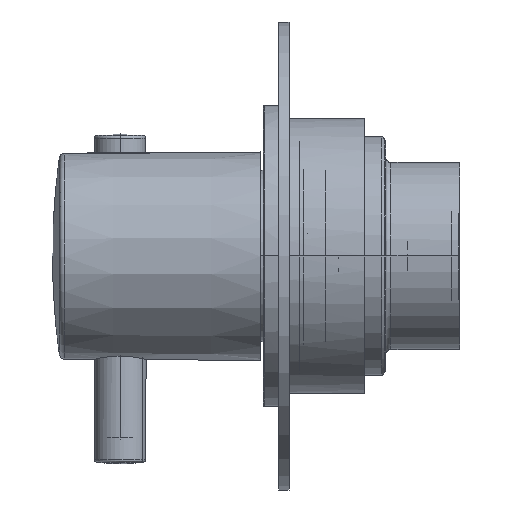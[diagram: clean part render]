
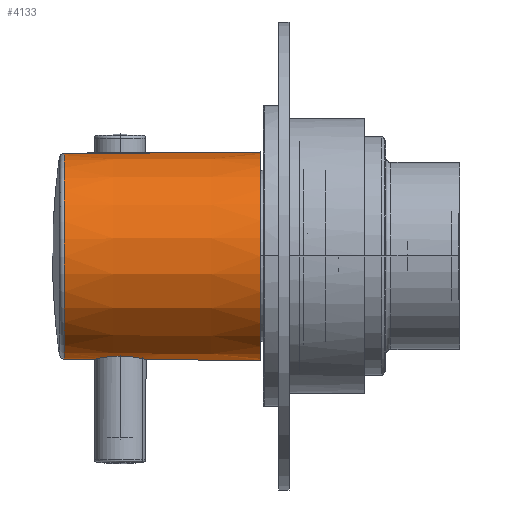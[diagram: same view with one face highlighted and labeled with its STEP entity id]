
A CAD part, left-side view. The second image highlights one B-rep face of the part: STEP entity #4133.
In plain terms, the highlighted conical face has half-angle 0.33 degrees and reference radius 19.892 mm.
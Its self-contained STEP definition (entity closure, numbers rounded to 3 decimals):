
#4031=CARTESIAN_POINT('Axis2P3D Location',(-0.069,24.346,240.123)) ;
#4036=CARTESIAN_POINT('Line Origine',(-28807.789,-4998165.928,240.123)) ;
#4040=CARTESIAN_POINT('Vertex',(-19.943,27.475,240.123)) ;
#4042=CARTESIAN_POINT('Vertex',(-20.069,5.5,240.123)) ;
#4045=CARTESIAN_POINT('Axis2P3D Location',(-0.069,5.5,240.123)) ;
#4049=CARTESIAN_POINT('Vertex',(19.931,5.5,240.123)) ;
#4052=CARTESIAN_POINT('Line Origine',(28807.65,-4998165.928,240.123)) ;
#4056=CARTESIAN_POINT('Vertex',(19.714,43.193,240.123)) ;
#4059=CARTESIAN_POINT('Axis2P3D Location',(-0.069,43.193,240.123)) ;
#4063=CARTESIAN_POINT('Vertex',(19.713,43.193,240.229)) ;
#4066=CARTESIAN_POINT('Axis2P3D Location',(-0.069,43.193,240.123)) ;
#4070=CARTESIAN_POINT('Vertex',(-19.852,43.193,240.123)) ;
#4073=CARTESIAN_POINT('Line Origine',(-28807.789,-4998165.928,240.123)) ;
#4077=CARTESIAN_POINT('Vertex',(-19.885,37.525,240.123)) ;
#4081=CARTESIAN_POINT('Control Point',(-19.885,37.525,240.123)) ;
#4082=CARTESIAN_POINT('Control Point',(-19.885,37.525,240.638)) ;
#4083=CARTESIAN_POINT('Control Point',(-19.869,37.459,241.152)) ;
#4084=CARTESIAN_POINT('Control Point',(-19.836,37.328,241.66)) ;
#4085=CARTESIAN_POINT('Control Point',(-19.764,37.029,242.418)) ;
#4086=CARTESIAN_POINT('Control Point',(-19.658,36.515,243.166)) ;
#4087=CARTESIAN_POINT('Control Point',(-19.62,36.323,243.408)) ;
#4088=CARTESIAN_POINT('Control Point',(-19.558,35.986,243.77)) ;
#4089=CARTESIAN_POINT('Control Point',(-19.489,35.548,244.125)) ;
#4090=CARTESIAN_POINT('Control Point',(-19.465,35.386,244.245)) ;
#4091=CARTESIAN_POINT('Control Point',(-19.423,35.082,244.446)) ;
#4092=CARTESIAN_POINT('Control Point',(-19.38,34.708,244.643)) ;
#4093=CARTESIAN_POINT('Control Point',(-19.362,34.538,244.723)) ;
#4094=CARTESIAN_POINT('Control Point',(-19.337,34.277,244.832)) ;
#4095=CARTESIAN_POINT('Control Point',(-19.313,33.958,244.934)) ;
#4096=CARTESIAN_POINT('Control Point',(-19.307,33.866,244.961)) ;
#4097=CARTESIAN_POINT('Control Point',(-19.296,33.691,245.007)) ;
#4098=CARTESIAN_POINT('Control Point',(-19.287,33.493,245.05)) ;
#4099=CARTESIAN_POINT('Control Point',(-19.282,33.395,245.069)) ;
#4100=CARTESIAN_POINT('Control Point',(-19.275,33.208,245.101)) ;
#4101=CARTESIAN_POINT('Control Point',(-19.27,32.996,245.125)) ;
#4102=CARTESIAN_POINT('Control Point',(-19.268,32.892,245.135)) ;
#4103=CARTESIAN_POINT('Control Point',(-19.265,32.562,245.155)) ;
#4104=CARTESIAN_POINT('Control Point',(-19.269,32.209,245.148)) ;
#4105=CARTESIAN_POINT('Control Point',(-19.275,31.99,245.128)) ;
#4106=CARTESIAN_POINT('Control Point',(-19.295,31.524,245.065)) ;
#4107=CARTESIAN_POINT('Control Point',(-19.319,31.172,244.976)) ;
#4108=CARTESIAN_POINT('Control Point',(-19.334,30.988,244.92)) ;
#4109=CARTESIAN_POINT('Control Point',(-19.372,30.576,244.777)) ;
#4110=CARTESIAN_POINT('Control Point',(-19.41,30.251,244.624)) ;
#4111=CARTESIAN_POINT('Control Point',(-19.433,30.078,244.532)) ;
#4112=CARTESIAN_POINT('Control Point',(-19.502,29.577,244.237)) ;
#4113=CARTESIAN_POINT('Control Point',(-19.566,29.2,243.932)) ;
#4114=CARTESIAN_POINT('Control Point',(-19.606,28.98,243.727)) ;
#4115=CARTESIAN_POINT('Control Point',(-19.676,28.62,243.341)) ;
#4116=CARTESIAN_POINT('Control Point',(-19.737,28.337,242.95)) ;
#4117=CARTESIAN_POINT('Control Point',(-19.762,28.223,242.773)) ;
#4118=CARTESIAN_POINT('Control Point',(-19.845,27.859,242.14)) ;
#4119=CARTESIAN_POINT('Control Point',(-19.902,27.633,241.502)) ;
#4120=CARTESIAN_POINT('Control Point',(-19.929,27.528,241.045)) ;
#4121=CARTESIAN_POINT('Control Point',(-19.943,27.475,240.584)) ;
#4122=CARTESIAN_POINT('Control Point',(-19.943,27.475,240.123)) ;
#4038=VECTOR('Line Direction',#4037,1.) ;
#4054=VECTOR('Line Direction',#4053,1.) ;
#4075=VECTOR('Line Direction',#4074,1.) ;
#4032=DIRECTION('Axis2P3D Direction',(0.,-1.,0.)) ;
#4033=DIRECTION('Axis2P3D XDirection',(-1.,0.,0.)) ;
#4037=DIRECTION('Vector Direction',(-0.006,-1.,0.)) ;
#4046=DIRECTION('Axis2P3D Direction',(-0.,-1.,0.)) ;
#4053=DIRECTION('Vector Direction',(0.006,-1.,0.)) ;
#4060=DIRECTION('Axis2P3D Direction',(-0.,-1.,0.)) ;
#4067=DIRECTION('Axis2P3D Direction',(-0.,-1.,0.)) ;
#4074=DIRECTION('Vector Direction',(-0.006,-1.,0.)) ;
#4034=AXIS2_PLACEMENT_3D('Cone Axis2P3D',#4031,#4032,#4033) ;
#4047=AXIS2_PLACEMENT_3D('Circle Axis2P3D',#4045,#4046,$) ;
#4061=AXIS2_PLACEMENT_3D('Circle Axis2P3D',#4059,#4060,$) ;
#4068=AXIS2_PLACEMENT_3D('Circle Axis2P3D',#4066,#4067,$) ;
#4039=LINE('Line',#4036,#4038) ;
#4055=LINE('Line',#4052,#4054) ;
#4076=LINE('Line',#4073,#4075) ;
#4048=CIRCLE('generated circle',#4047,20.) ;
#4062=CIRCLE('generated circle',#4061,19.783) ;
#4069=CIRCLE('generated circle',#4068,19.783) ;
#4035=CONICAL_SURFACE('Cone',#4034,19.891,0.006) ;
#4044=EDGE_CURVE('',#4041,#4043,#4039,.T.) ;
#4051=EDGE_CURVE('',#4043,#4050,#4048,.F.) ;
#4058=EDGE_CURVE('',#4050,#4057,#4055,.F.) ;
#4065=EDGE_CURVE('',#4057,#4064,#4062,.T.) ;
#4072=EDGE_CURVE('',#4064,#4071,#4069,.T.) ;
#4079=EDGE_CURVE('',#4071,#4078,#4076,.T.) ;
#4123=EDGE_CURVE('',#4078,#4041,#4080,.T.) ;
#4125=ORIENTED_EDGE('',*,*,#4044,.T.) ;
#4126=ORIENTED_EDGE('',*,*,#4051,.T.) ;
#4127=ORIENTED_EDGE('',*,*,#4058,.T.) ;
#4128=ORIENTED_EDGE('',*,*,#4065,.T.) ;
#4129=ORIENTED_EDGE('',*,*,#4072,.T.) ;
#4130=ORIENTED_EDGE('',*,*,#4079,.T.) ;
#4131=ORIENTED_EDGE('',*,*,#4123,.T.) ;
#4124=EDGE_LOOP('',(#4125,#4126,#4127,#4128,#4129,#4130,#4131)) ;
#4041=VERTEX_POINT('',#4040) ;
#4043=VERTEX_POINT('',#4042) ;
#4050=VERTEX_POINT('',#4049) ;
#4057=VERTEX_POINT('',#4056) ;
#4064=VERTEX_POINT('',#4063) ;
#4071=VERTEX_POINT('',#4070) ;
#4078=VERTEX_POINT('',#4077) ;
#4133=ADVANCED_FACE('Superficie.836',(#4132),#4035,.T.) ;
#4080=B_SPLINE_CURVE_WITH_KNOTS('',5,(#4081,#4082,#4083,#4084,#4085,#4086,#4087,#4088,#4089,#4090,#4091,#4092,#4093,#4094,#4095,#4096,#4097,#4098,#4099,#4100,#4101,#4102,#4103,#4104,#4105,#4106,#4107,#4108,#4109,#4110,#4111,#4112,#4113,#4114,#4115,#4116,#4117,#4118,#4119,#4120,#4121,#4122),.UNSPECIFIED.,.F.,.U.,(6,3,3,3,3,3,3,3,3,3,3,3,3,6),(0.,13.5,20.017,23.297,25.659,26.53,27.23,27.836,29.07,30.863,33.541,39.256,43.993,56.061),.UNSPECIFIED.) ;
#4132=FACE_OUTER_BOUND('',#4124,.T.) ;
